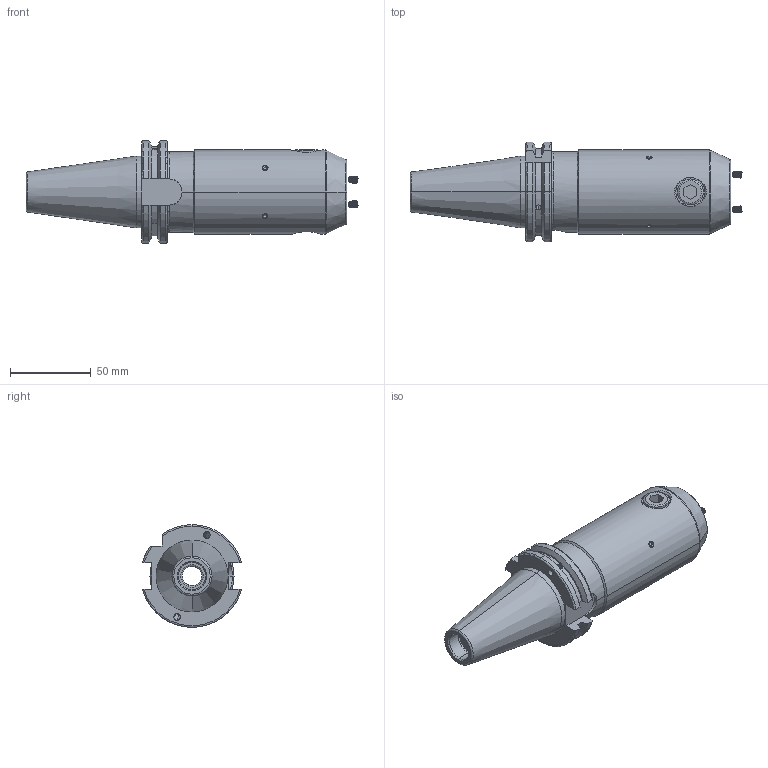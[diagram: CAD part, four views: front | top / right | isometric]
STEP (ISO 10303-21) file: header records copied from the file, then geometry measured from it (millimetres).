
FILE_DESCRIPTION (( 'STEP AP203' ), '1' );
FILE_NAME ('FWS409H-EKH20130.STEP', '2024-01-06T05:16:49', ( '' ), ( '' ), 'SwSTEP 2.0', 'SolidWorks 2023', '' );
FILE_SCHEMA (( 'CONFIG_CONTROL_DESIGN' ));
Length unit declared in the file: millimetre
Products named in the file (6): GS-M16X16-DIN1835-B_ISO 4026 - M16 x 10-N; GS-M4X4_DIN 913 - M4 x 4-N; FWS409H-EKH20130; SK40EK20130FWW; GS-M4X4-COATING_DIN 913 - M4 x 4-N
Assembly tree (13 placements, depth 3):
  FWS409H-EKH20130
    SK40EK20130FWW
      SK40EK20130FWW
      GS-M16X16-DIN1835-B_ISO 4026 - M16 x 10-N
      GS-M4X4-COATING_DIN 913 - M4 x 4-N  x6
      GS-M4X4_DIN 913 - M4 x 4-N  x4
Bounding box: 205.35 x 61.48 x 63.55 mm (x, y, z)
Volume: 299661.4 mm3; surface area: 49392.9 mm2
Topology: 12 solids, 12 shells, 646 faces, 1640 edges, 1034 vertices
Faces by surface type: cone 319, cylinder 172, plane 131, torus 18, bspline 4, sphere 2
Entity records: 10115 total; most frequent: CARTESIAN_POINT 2765, DIRECTION 1408, ORIENTED_EDGE 1360, EDGE_CURVE 680, AXIS2_PLACEMENT_3D 564, VERTEX_POINT 426, EDGE_LOOP 306, CIRCLE 281
